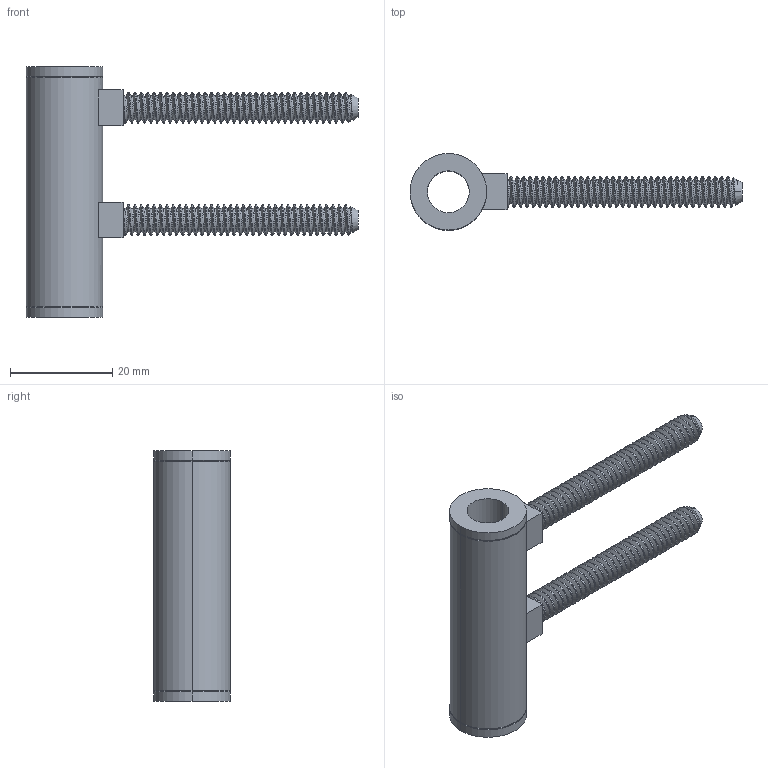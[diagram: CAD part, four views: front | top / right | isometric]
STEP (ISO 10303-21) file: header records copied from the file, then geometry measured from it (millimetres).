
FILE_DESCRIPTION (( 'STEP AP214' ), '1' );
FILE_NAME ('GS-ZN_D-V180-OW.STEP', '2022-02-07T14:19:48', ( '' ), ( '' ), 'SwSTEP 2.0', 'SolidWorks 2019', '' );
FILE_SCHEMA (( 'AUTOMOTIVE_DESIGN' ));
Length unit declared in the file: millimetre
Products named in the file (1): GS-ZN_D-V180-OW
Bounding box: 65 x 15 x 49 mm (x, y, z)
Volume: 8430.5 mm3; surface area: 6539.8 mm2
Topology: 1 solids, 1 shells, 184 faces, 527 edges, 349 vertices
Faces by surface type: cylinder 150, plane 17, cone 10, bspline 7
Entity records: 25283 total; most frequent: CARTESIAN_POINT 21264, ORIENTED_EDGE 1054, DIRECTION 610, EDGE_CURVE 527, VERTEX_POINT 349, AXIS2_PLACEMENT_3D 215, EDGE_LOOP 190, ADVANCED_FACE 184
